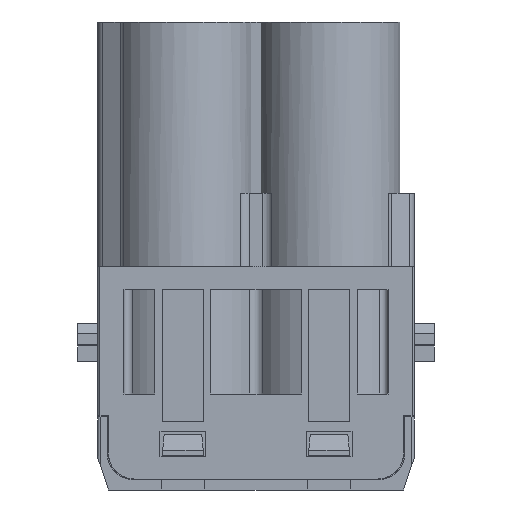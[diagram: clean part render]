
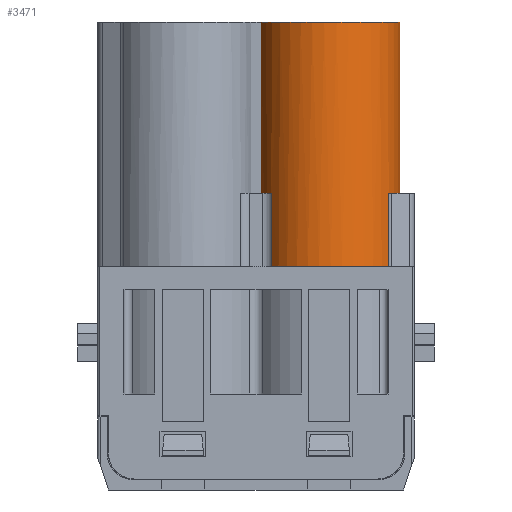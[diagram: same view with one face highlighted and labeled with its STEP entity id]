
A CAD part, left-side view. The second image highlights one B-rep face of the part: STEP entity #3471.
In plain terms, the highlighted cylindrical face has radius 6.8 mm (diameter 13.6 mm), a partial arc.
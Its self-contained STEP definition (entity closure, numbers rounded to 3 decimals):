
#189=CYLINDRICAL_SURFACE('',#11880,6.8);
#1393=FACE_OUTER_BOUND('',#4361,.T.);
#2050=LINE('',#16135,#2828);
#2051=LINE('',#16137,#2829);
#2073=LINE('',#16265,#2851);
#2074=LINE('',#16270,#2852);
#2082=LINE('',#16290,#2860);
#2083=LINE('',#16294,#2861);
#2828=VECTOR('',#13113,1.);
#2829=VECTOR('',#13116,1.);
#2851=VECTOR('',#13182,1.);
#2852=VECTOR('',#13187,1.);
#2860=VECTOR('',#13205,1.);
#2861=VECTOR('',#13212,1.);
#3471=ADVANCED_FACE('',(#1393),#189,.T.);
#4361=EDGE_LOOP('',(#5458,#5459,#5460,#5461,#5462,#5463,#5464,#5465,#5466,
#5467,#5468,#5469));
#5458=ORIENTED_EDGE('',*,*,#9966,.F.);
#5459=ORIENTED_EDGE('',*,*,#10010,.T.);
#5460=ORIENTED_EDGE('',*,*,#10023,.F.);
#5461=ORIENTED_EDGE('',*,*,#10012,.T.);
#5462=ORIENTED_EDGE('',*,*,#10024,.F.);
#5463=ORIENTED_EDGE('',*,*,#10022,.T.);
#5464=ORIENTED_EDGE('',*,*,#9669,.F.);
#5465=ORIENTED_EDGE('',*,*,#10025,.T.);
#5466=ORIENTED_EDGE('',*,*,#9967,.F.);
#5467=ORIENTED_EDGE('',*,*,#9975,.F.);
#5468=ORIENTED_EDGE('',*,*,#10026,.T.);
#5469=ORIENTED_EDGE('',*,*,#9976,.T.);
#8497=VERTEX_POINT('',#15309);
#8498=VERTEX_POINT('',#15311);
#8740=VERTEX_POINT('',#16106);
#8745=VERTEX_POINT('',#16115);
#8746=VERTEX_POINT('',#16119);
#8747=VERTEX_POINT('',#16120);
#8753=VERTEX_POINT('',#16134);
#8754=VERTEX_POINT('',#16138);
#8773=VERTEX_POINT('',#16264);
#8774=VERTEX_POINT('',#16268);
#8776=VERTEX_POINT('',#16271);
#8782=VERTEX_POINT('',#16289);
#9669=EDGE_CURVE('',#8497,#8498,#11396,.T.);
#9966=EDGE_CURVE('',#8745,#8740,#11455,.T.);
#9967=EDGE_CURVE('',#8746,#8747,#11456,.T.);
#9975=EDGE_CURVE('',#8753,#8746,#2050,.T.);
#9976=EDGE_CURVE('',#8754,#8740,#2051,.T.);
#10010=EDGE_CURVE('',#8745,#8773,#2073,.T.);
#10012=EDGE_CURVE('',#8776,#8774,#2074,.T.);
#10022=EDGE_CURVE('',#8782,#8498,#2082,.T.);
#10023=EDGE_CURVE('',#8776,#8773,#11471,.T.);
#10024=EDGE_CURVE('',#8782,#8774,#11472,.T.);
#10025=EDGE_CURVE('',#8497,#8747,#2083,.T.);
#10026=EDGE_CURVE('',#8753,#8754,#11473,.T.);
#11396=CIRCLE('',#11736,6.8);
#11455=CIRCLE('',#11839,6.8);
#11456=CIRCLE('',#11841,6.8);
#11471=CIRCLE('',#11877,6.8);
#11472=CIRCLE('',#11878,6.8);
#11473=CIRCLE('',#11879,6.8);
#11736=AXIS2_PLACEMENT_3D('',#15310,#12682,#12683);
#11839=AXIS2_PLACEMENT_3D('',#16116,#13095,#13096);
#11841=AXIS2_PLACEMENT_3D('',#16118,#13099,#13100);
#11877=AXIS2_PLACEMENT_3D('',#16292,#13208,#13209);
#11878=AXIS2_PLACEMENT_3D('',#16293,#13210,#13211);
#11879=AXIS2_PLACEMENT_3D('',#16295,#13213,#13214);
#11880=AXIS2_PLACEMENT_3D('',#16296,#13215,#13216);
#12682=DIRECTION('',(0.,0.,-1.));
#12683=DIRECTION('',(0.,1.,0.));
#13095=DIRECTION('',(0.,0.,-1.));
#13096=DIRECTION('',(0.,1.,0.));
#13099=DIRECTION('',(0.,0.,-1.));
#13100=DIRECTION('',(0.,1.,0.));
#13113=DIRECTION('',(0.,0.,-1.));
#13116=DIRECTION('',(0.,0.,-1.));
#13182=DIRECTION('',(0.,0.,-1.));
#13187=DIRECTION('',(0.,0.,1.));
#13205=DIRECTION('',(0.,0.,-1.));
#13208=DIRECTION('',(0.,0.,-1.));
#13209=DIRECTION('',(0.,1.,0.));
#13210=DIRECTION('',(0.,0.,-1.));
#13211=DIRECTION('',(0.,1.,0.));
#13212=DIRECTION('',(0.,0.,1.));
#13213=DIRECTION('',(0.,0.,-1.));
#13214=DIRECTION('',(0.,1.,0.));
#13215=DIRECTION('',(0.,0.,-1.));
#13216=DIRECTION('',(-1.,0.,0.));
#15309=CARTESIAN_POINT('',(3.923,-1.446,-6.2));
#15310=CARTESIAN_POINT('',(0.,-7.,-6.2));
#15311=CARTESIAN_POINT('',(3.677,-12.72,-6.2));
#16106=CARTESIAN_POINT('',(-2.,-0.501,0.8));
#16115=CARTESIAN_POINT('',(-3.923,-1.446,0.8));
#16116=CARTESIAN_POINT('',(0.,-7.,0.8));
#16118=CARTESIAN_POINT('',(0.,-7.,0.8));
#16119=CARTESIAN_POINT('',(2.,-0.501,0.8));
#16120=CARTESIAN_POINT('',(3.923,-1.446,0.8));
#16134=CARTESIAN_POINT('',(2.,-0.501,17.2));
#16135=CARTESIAN_POINT('',(2.,-0.501,17.2));
#16137=CARTESIAN_POINT('',(-2.,-0.501,17.2));
#16138=CARTESIAN_POINT('',(-2.,-0.501,17.2));
#16264=CARTESIAN_POINT('',(-3.923,-1.446,-6.2));
#16265=CARTESIAN_POINT('',(-3.923,-1.446,17.2));
#16268=CARTESIAN_POINT('',(-3.677,-12.72,0.8));
#16270=CARTESIAN_POINT('',(-3.677,-12.72,17.2));
#16271=CARTESIAN_POINT('',(-3.677,-12.72,-6.2));
#16289=CARTESIAN_POINT('',(3.677,-12.72,0.8));
#16290=CARTESIAN_POINT('',(3.677,-12.72,17.2));
#16292=CARTESIAN_POINT('',(0.,-7.,-6.2));
#16293=CARTESIAN_POINT('',(0.,-7.,0.8));
#16294=CARTESIAN_POINT('',(3.923,-1.446,17.2));
#16295=CARTESIAN_POINT('',(0.,-7.,17.2));
#16296=CARTESIAN_POINT('',(0.,-7.,17.2));
